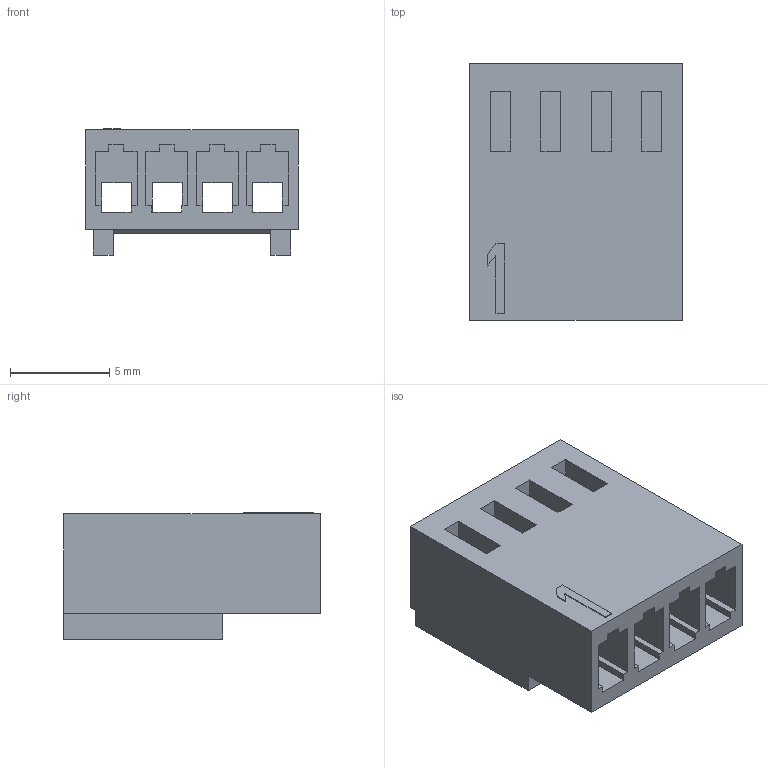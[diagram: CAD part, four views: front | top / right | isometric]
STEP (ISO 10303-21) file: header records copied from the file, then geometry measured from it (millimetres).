
FILE_DESCRIPTION(/* description */ (''),/* implementation_level */ '2;1');
FILE_NAME(/* name */ '528-04-1.stp',/* time_stamp */ '2025-10-30T12:41:10+01:00',/* author */ ('andreas.larin'),/* organization */ (''),/* preprocessor_version */ 'ST-DEVELOPER v20',/* originating_system */ 'Autodesk Inventor 2025',/* authorisation */ '');
FILE_SCHEMA (('AUTOMOTIVE_DESIGN { 1 0 10303 214 3 1 1 }'));
Length unit declared in the file: millimetre
Products named in the file (1): 528-04-1
Bounding box: 10.7 x 12.9 x 6.35 mm (x, y, z)
Volume: 393.6 mm3; surface area: 1080.7 mm2
Topology: 1 solids, 1 shells, 120 faces, 343 edges, 222 vertices
Faces by surface type: plane 120
Entity records: 3882 total; most frequent: ORIENTED_EDGE 686, CARTESIAN_POINT 686, DIRECTION 585, LINE 343, VECTOR 343, EDGE_CURVE 343, VERTEX_POINT 222, EDGE_LOOP 133
